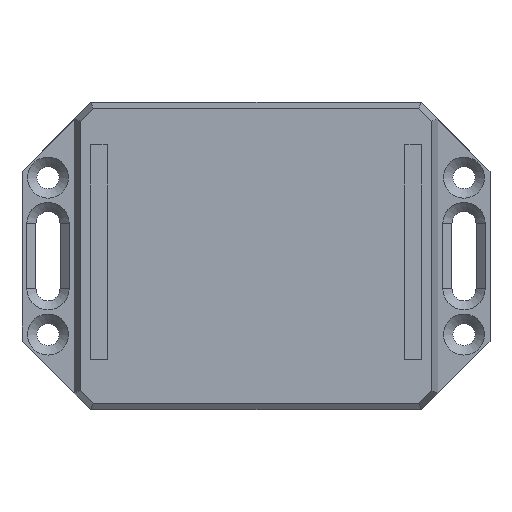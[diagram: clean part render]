
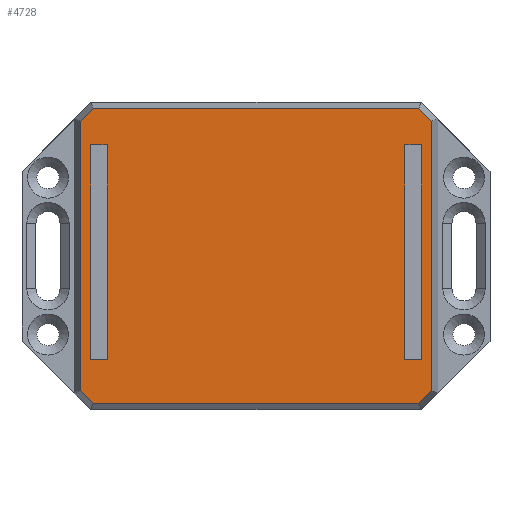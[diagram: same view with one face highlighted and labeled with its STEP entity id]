
A CAD part, top view. The second image highlights one B-rep face of the part: STEP entity #4728.
In plain terms, the highlighted planar face has unit normal (0, 0, 1).
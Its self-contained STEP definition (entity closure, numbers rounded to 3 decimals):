
#175=FACE_BOUND('',#707,.T.);
#176=FACE_BOUND('',#708,.T.);
#264=PLANE('',#5057);
#441=FACE_OUTER_BOUND('',#706,.T.);
#706=EDGE_LOOP('',(#3585,#3586,#3587,#3588,#3589,#3590,#3591,#3592));
#707=EDGE_LOOP('',(#3593,#3594,#3595,#3596));
#708=EDGE_LOOP('',(#3597,#3598,#3599,#3600));
#1193=LINE('',#7027,#1672);
#1197=LINE('',#7035,#1676);
#1200=LINE('',#7041,#1679);
#1203=LINE('',#7047,#1682);
#1206=LINE('',#7053,#1685);
#1210=LINE('',#7061,#1689);
#1213=LINE('',#7067,#1692);
#1216=LINE('',#7071,#1695);
#1222=LINE('',#7084,#1701);
#1223=LINE('',#7086,#1702);
#1224=LINE('',#7088,#1703);
#1225=LINE('',#7089,#1704);
#1226=LINE('',#7092,#1705);
#1227=LINE('',#7094,#1706);
#1228=LINE('',#7096,#1707);
#1229=LINE('',#7097,#1708);
#1672=VECTOR('',#5714,10.);
#1676=VECTOR('',#5720,10.);
#1679=VECTOR('',#5725,10.);
#1682=VECTOR('',#5730,10.);
#1685=VECTOR('',#5735,10.);
#1689=VECTOR('',#5741,10.);
#1692=VECTOR('',#5746,10.);
#1695=VECTOR('',#5751,10.);
#1701=VECTOR('',#5767,10.);
#1702=VECTOR('',#5768,10.);
#1703=VECTOR('',#5769,10.);
#1704=VECTOR('',#5770,10.);
#1705=VECTOR('',#5771,10.);
#1706=VECTOR('',#5772,10.);
#1707=VECTOR('',#5773,10.);
#1708=VECTOR('',#5774,10.);
#2149=VERTEX_POINT('',#7025);
#2150=VERTEX_POINT('',#7026);
#2153=VERTEX_POINT('',#7034);
#2155=VERTEX_POINT('',#7040);
#2157=VERTEX_POINT('',#7046);
#2159=VERTEX_POINT('',#7052);
#2162=VERTEX_POINT('',#7060);
#2164=VERTEX_POINT('',#7066);
#2165=VERTEX_POINT('',#7082);
#2166=VERTEX_POINT('',#7083);
#2167=VERTEX_POINT('',#7085);
#2168=VERTEX_POINT('',#7087);
#2169=VERTEX_POINT('',#7090);
#2170=VERTEX_POINT('',#7091);
#2171=VERTEX_POINT('',#7093);
#2172=VERTEX_POINT('',#7095);
#2671=EDGE_CURVE('',#2149,#2150,#1193,.T.);
#2675=EDGE_CURVE('',#2150,#2153,#1197,.T.);
#2678=EDGE_CURVE('',#2153,#2155,#1200,.T.);
#2681=EDGE_CURVE('',#2155,#2157,#1203,.T.);
#2684=EDGE_CURVE('',#2157,#2159,#1206,.T.);
#2688=EDGE_CURVE('',#2159,#2162,#1210,.T.);
#2691=EDGE_CURVE('',#2162,#2164,#1213,.T.);
#2694=EDGE_CURVE('',#2164,#2149,#1216,.T.);
#2700=EDGE_CURVE('',#2165,#2166,#1222,.T.);
#2701=EDGE_CURVE('',#2166,#2167,#1223,.T.);
#2702=EDGE_CURVE('',#2167,#2168,#1224,.T.);
#2703=EDGE_CURVE('',#2168,#2165,#1225,.T.);
#2704=EDGE_CURVE('',#2169,#2170,#1226,.T.);
#2705=EDGE_CURVE('',#2170,#2171,#1227,.T.);
#2706=EDGE_CURVE('',#2171,#2172,#1228,.T.);
#2707=EDGE_CURVE('',#2172,#2169,#1229,.T.);
#3585=ORIENTED_EDGE('',*,*,#2671,.F.);
#3586=ORIENTED_EDGE('',*,*,#2694,.F.);
#3587=ORIENTED_EDGE('',*,*,#2691,.F.);
#3588=ORIENTED_EDGE('',*,*,#2688,.F.);
#3589=ORIENTED_EDGE('',*,*,#2684,.F.);
#3590=ORIENTED_EDGE('',*,*,#2681,.F.);
#3591=ORIENTED_EDGE('',*,*,#2678,.F.);
#3592=ORIENTED_EDGE('',*,*,#2675,.F.);
#3593=ORIENTED_EDGE('',*,*,#2700,.T.);
#3594=ORIENTED_EDGE('',*,*,#2701,.T.);
#3595=ORIENTED_EDGE('',*,*,#2702,.T.);
#3596=ORIENTED_EDGE('',*,*,#2703,.T.);
#3597=ORIENTED_EDGE('',*,*,#2704,.T.);
#3598=ORIENTED_EDGE('',*,*,#2705,.T.);
#3599=ORIENTED_EDGE('',*,*,#2706,.T.);
#3600=ORIENTED_EDGE('',*,*,#2707,.T.);
#4728=ADVANCED_FACE('',(#441,#175,#176),#264,.T.);
#5057=AXIS2_PLACEMENT_3D('',#7081,#5765,#5766);
#5714=DIRECTION('',(-1.,0.,0.));
#5720=DIRECTION('',(-0.707,0.707,0.));
#5725=DIRECTION('',(0.,1.,0.));
#5730=DIRECTION('',(0.707,0.707,0.));
#5735=DIRECTION('',(1.,0.,0.));
#5741=DIRECTION('',(0.707,-0.707,0.));
#5746=DIRECTION('',(0.,-1.,0.));
#5751=DIRECTION('',(-0.707,-0.707,0.));
#5765=DIRECTION('center_axis',(0.,0.,1.));
#5766=DIRECTION('ref_axis',(1.,0.,0.));
#5767=DIRECTION('',(0.,-1.,0.));
#5768=DIRECTION('',(-1.,0.,0.));
#5769=DIRECTION('',(0.,1.,0.));
#5770=DIRECTION('',(1.,0.,0.));
#5771=DIRECTION('',(0.,-1.,0.));
#5772=DIRECTION('',(-1.,0.,0.));
#5773=DIRECTION('',(0.,1.,0.));
#5774=DIRECTION('',(1.,0.,0.));
#7025=CARTESIAN_POINT('',(50.417,-1.616,15.24));
#7026=CARTESIAN_POINT('',(0.383,-1.616,15.24));
#7027=CARTESIAN_POINT('',(12.7,-1.616,15.24));
#7034=CARTESIAN_POINT('',(-1.616,0.383,15.24));
#7035=CARTESIAN_POINT('',(-0.164,-1.069,15.24));
#7040=CARTESIAN_POINT('',(-1.616,41.717,15.24));
#7041=CARTESIAN_POINT('',(-1.616,31.575,15.24));
#7046=CARTESIAN_POINT('',(0.383,43.716,15.24));
#7047=CARTESIAN_POINT('',(1.106,44.439,15.24));
#7052=CARTESIAN_POINT('',(50.417,43.716,15.24));
#7053=CARTESIAN_POINT('',(38.1,43.716,15.24));
#7060=CARTESIAN_POINT('',(52.416,41.717,15.24));
#7061=CARTESIAN_POINT('',(50.964,43.169,15.24));
#7066=CARTESIAN_POINT('',(52.416,0.383,15.24));
#7067=CARTESIAN_POINT('',(52.416,10.525,15.24));
#7071=CARTESIAN_POINT('',(49.694,-2.339,15.24));
#7081=CARTESIAN_POINT('Origin',(25.4,21.05,15.24));
#7082=CARTESIAN_POINT('',(2.54,38.1,15.24));
#7083=CARTESIAN_POINT('',(2.54,5.08,15.24));
#7084=CARTESIAN_POINT('',(2.54,29.575,15.24));
#7085=CARTESIAN_POINT('',(0.,5.08,15.24));
#7086=CARTESIAN_POINT('',(13.97,5.08,15.24));
#7087=CARTESIAN_POINT('',(0.,38.1,15.24));
#7088=CARTESIAN_POINT('',(0.,13.065,15.24));
#7089=CARTESIAN_POINT('',(12.7,38.1,15.24));
#7090=CARTESIAN_POINT('',(50.8,38.1,15.24));
#7091=CARTESIAN_POINT('',(50.8,5.08,15.24));
#7092=CARTESIAN_POINT('',(50.8,29.575,15.24));
#7093=CARTESIAN_POINT('',(48.26,5.08,15.24));
#7094=CARTESIAN_POINT('',(38.1,5.08,15.24));
#7095=CARTESIAN_POINT('',(48.26,38.1,15.24));
#7096=CARTESIAN_POINT('',(48.26,13.065,15.24));
#7097=CARTESIAN_POINT('',(36.83,38.1,15.24));
